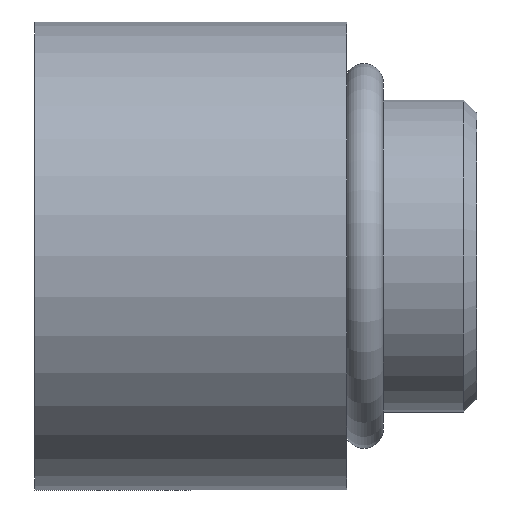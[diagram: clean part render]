
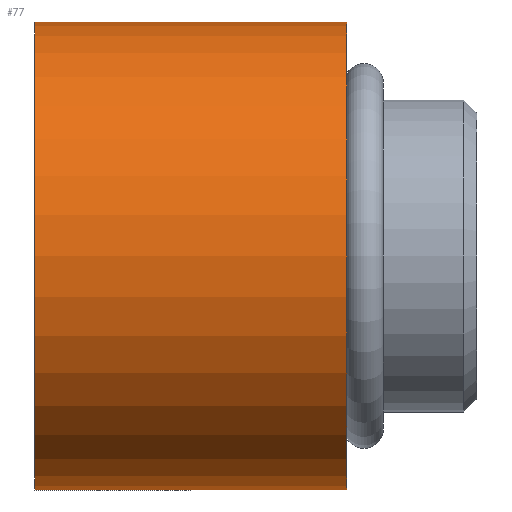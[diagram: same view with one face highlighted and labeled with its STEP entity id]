
A CAD part, left-side view. The second image highlights one B-rep face of the part: STEP entity #77.
In plain terms, the highlighted cylindrical face has radius 9 mm (diameter 18 mm), a partial arc.
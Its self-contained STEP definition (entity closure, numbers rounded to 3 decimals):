
#6 = CIRCLE ( 'NONE', #345, 9. ) ;
#12 = CIRCLE ( 'NONE', #349, 9. ) ;
#34 = EDGE_CURVE ( 'NONE', #96, #99, #533, .T. ) ;
#42 = EDGE_CURVE ( 'NONE', #97, #98, #557, .T. ) ;
#47 = EDGE_CURVE ( 'NONE', #98, #99, #12, .T. ) ;
#53 = EDGE_CURVE ( 'NONE', #97, #96, #6, .T. ) ;
#77 = ADVANCED_FACE ( 'NONE', ( #302 ), #304, .T. ) ;
#96 = VERTEX_POINT ( 'NONE', #431 ) ;
#97 = VERTEX_POINT ( 'NONE', #432 ) ;
#98 = VERTEX_POINT ( 'NONE', #433 ) ;
#99 = VERTEX_POINT ( 'NONE', #434 ) ;
#145 = ORIENTED_EDGE ( 'NONE', *, *, #47, .F. ) ;
#150 = ORIENTED_EDGE ( 'NONE', *, *, #42, .F. ) ;
#151 = ORIENTED_EDGE ( 'NONE', *, *, #53, .T. ) ;
#152 = ORIENTED_EDGE ( 'NONE', *, *, #34, .T. ) ;
#195 = EDGE_LOOP ( 'NONE', ( #150, #151, #152, #145 ) ) ;
#298 = AXIS2_PLACEMENT_3D ( 'NONE', #394, #395, #396 ) ;
#302 = FACE_OUTER_BOUND ( 'NONE', #195, .T. ) ;
#304 = CYLINDRICAL_SURFACE ( 'NONE', #298, 9. ) ;
#345 = AXIS2_PLACEMENT_3D ( 'NONE', #589, #590, #591 ) ;
#349 = AXIS2_PLACEMENT_3D ( 'NONE', #562, #572, #573 ) ;
#353 = VECTOR ( 'NONE', #559, 1000. ) ;
#362 = VECTOR ( 'NONE', #535, 1000. ) ;
#394 = CARTESIAN_POINT ( 'NONE',  ( 0., -10.273, 0. ) ) ;
#395 = DIRECTION ( 'NONE',  ( 0., -1., 0. ) ) ;
#396 = DIRECTION ( 'NONE',  ( 0., 0., -1. ) ) ;
#431 = CARTESIAN_POINT ( 'NONE',  ( 0., 10., -9. ) ) ;
#432 = CARTESIAN_POINT ( 'NONE',  ( 0., 10., 9. ) ) ;
#433 = CARTESIAN_POINT ( 'NONE',  ( 0., -2., 9. ) ) ;
#434 = CARTESIAN_POINT ( 'NONE',  ( 0., -2., -9. ) ) ;
#533 = LINE ( 'NONE', #534, #362 ) ;
#534 = CARTESIAN_POINT ( 'NONE',  ( 0., -10.273, -9. ) ) ;
#535 = DIRECTION ( 'NONE',  ( 0., -1., 0. ) ) ;
#557 = LINE ( 'NONE', #558, #353 ) ;
#558 = CARTESIAN_POINT ( 'NONE',  ( 0., -10.273, 9. ) ) ;
#559 = DIRECTION ( 'NONE',  ( 0., -1., 0. ) ) ;
#562 = CARTESIAN_POINT ( 'NONE',  ( 0., -2., 0. ) ) ;
#572 = DIRECTION ( 'NONE',  ( 0., -1., 0. ) ) ;
#573 = DIRECTION ( 'NONE',  ( 0., 0., -1. ) ) ;
#589 = CARTESIAN_POINT ( 'NONE',  ( 0., 10., 0. ) ) ;
#590 = DIRECTION ( 'NONE',  ( 0., -1., 0. ) ) ;
#591 = DIRECTION ( 'NONE',  ( 0., 0., -1. ) ) ;
